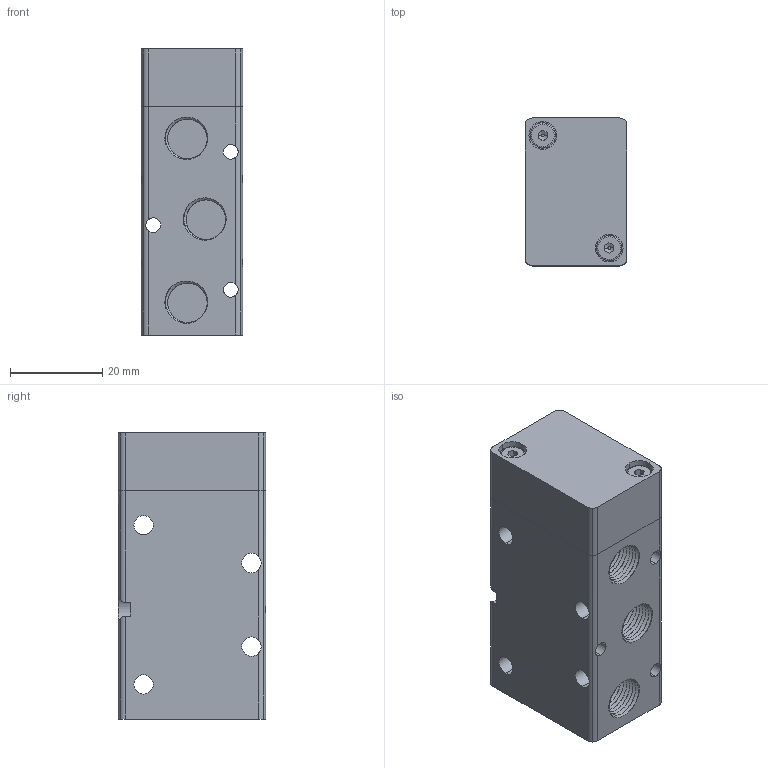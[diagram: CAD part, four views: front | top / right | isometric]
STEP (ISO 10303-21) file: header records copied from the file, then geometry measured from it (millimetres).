
FILE_DESCRIPTION((''),'2;1');
FILE_NAME('00_081_4.stp','2002-12-02T22:29:30',('Branislav Petkovic'),('AZ Pneumatica'),'AutoCAD STEP 2000i','AutoCAD 2000i','Via J. F. Kennedy, 26, 20020 Misinto (MI), ITALY');
FILE_SCHEMA(('CONFIG_CONTROL_DESIGN'));
Length unit declared in the file: millimetre
Products named in the file (7): 00_081_4; 521 TELO; PART1; X21 MEHANIKA; PART2; X21 OPRUGA; PART2A
Assembly tree (6 placements, depth 3):
  00_081_4
    521 TELO
      PART1
    X21 MEHANIKA
      PART2
    X21 OPRUGA
      PART2A
Bounding box: 22 x 32 x 62 mm (x, y, z)
Surface area: 13474.5 mm2 (no closed solid volume)
Topology: 0 solids, 2 shells, 209 faces, 616 edges, 411 vertices
Faces by surface type: cylinder 153, plane 38, bspline 14, cone 4
Entity records: 22965 total; most frequent: CARTESIAN_POINT 16615, ORIENTED_EDGE 1395, DIRECTION 1126, EDGE_CURVE 735, VERTEX_POINT 509, AXIS2_PLACEMENT_3D 426, VECTOR 274, LINE 274
